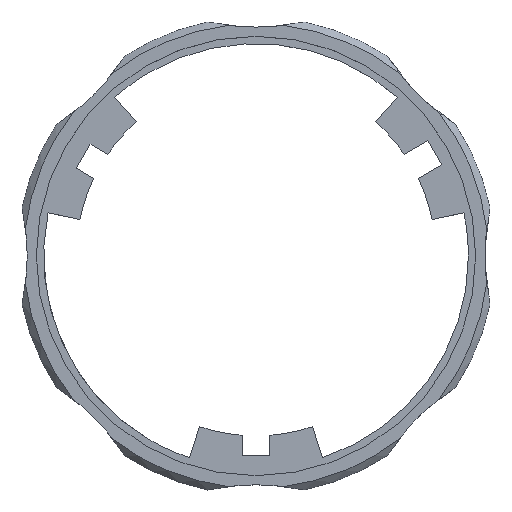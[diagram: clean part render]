
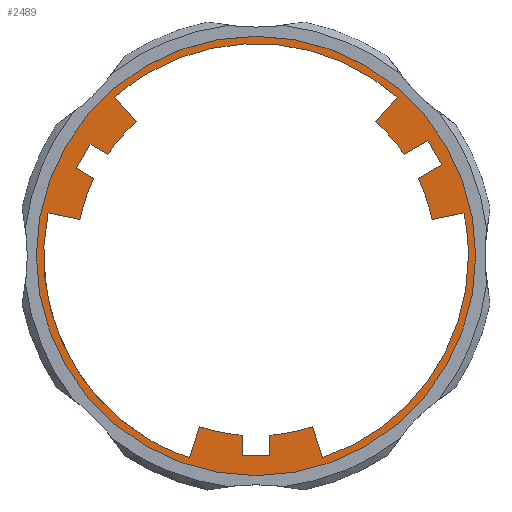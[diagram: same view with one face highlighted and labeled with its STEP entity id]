
A CAD part, top view. The second image highlights one B-rep face of the part: STEP entity #2489.
In plain terms, the highlighted planar face has unit normal (0, 0, 1).
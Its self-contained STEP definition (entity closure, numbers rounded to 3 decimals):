
#504=CARTESIAN_POINT('',(24.449,111.689,10.5));
#505=VERTEX_POINT('',#504);
#523=CARTESIAN_POINT('',(26.535,105.503,10.5));
#524=VERTEX_POINT('',#523);
#531=CARTESIAN_POINT('',(0.,100.,10.5));
#532=DIRECTION('',(0.,0.,1.));
#533=DIRECTION('',(1.,0.,-0.));
#534=AXIS2_PLACEMENT_3D('',#531,#532,#533);
#535=CIRCLE('',#534,27.1);
#536=EDGE_CURVE('',#524,#505,#535,.T.);
#546=CARTESIAN_POINT('',(-2.1,72.981,10.5));
#547=VERTEX_POINT('',#546);
#565=CARTESIAN_POINT('',(-8.5,74.267,10.5));
#566=VERTEX_POINT('',#565);
#573=CARTESIAN_POINT('',(0.,100.,10.5));
#574=DIRECTION('',(0.,0.,1.));
#575=DIRECTION('',(1.,0.,-0.));
#576=AXIS2_PLACEMENT_3D('',#573,#574,#575);
#577=CIRCLE('',#576,27.1);
#578=EDGE_CURVE('',#566,#547,#577,.T.);
#588=CARTESIAN_POINT('',(-22.35,115.327,10.5));
#589=VERTEX_POINT('',#588);
#607=CARTESIAN_POINT('',(-18.035,120.227,10.5));
#608=VERTEX_POINT('',#607);
#615=CARTESIAN_POINT('',(0.,100.,10.5));
#616=DIRECTION('',(0.,0.,1.));
#617=DIRECTION('',(1.,0.,-0.));
#618=AXIS2_PLACEMENT_3D('',#615,#616,#617);
#619=CIRCLE('',#618,27.1);
#620=EDGE_CURVE('',#608,#589,#619,.T.);
#1722=CARTESIAN_POINT('',(-33.099,99.999,10.5));
#1723=VERTEX_POINT('',#1722);
#1730=CARTESIAN_POINT('',(33.101,99.999,10.5));
#1731=VERTEX_POINT('',#1730);
#1732=CARTESIAN_POINT('',(0.001,99.999,10.5));
#1733=DIRECTION('',(0.,0.,1.));
#1734=DIRECTION('',(1.,0.,-0.));
#1735=AXIS2_PLACEMENT_3D('',#1732,#1733,#1734);
#1736=CIRCLE('',#1735,33.1);
#1737=EDGE_CURVE('',#1731,#1723,#1736,.T.);
#1739=CARTESIAN_POINT('',(0.001,99.999,10.5));
#1740=DIRECTION('',(0.,0.,1.));
#1741=DIRECTION('',(1.,0.,-0.));
#1742=AXIS2_PLACEMENT_3D('',#1739,#1740,#1741);
#1743=CIRCLE('',#1742,33.1);
#1744=EDGE_CURVE('',#1723,#1731,#1743,.T.);
#1757=CARTESIAN_POINT('',(-24.449,111.689,10.5));
#1758=VERTEX_POINT('',#1757);
#1775=CARTESIAN_POINT('',(-27.117,113.23,10.5));
#1776=VERTEX_POINT('',#1775);
#1783=CARTESIAN_POINT('',(-24.449,111.689,10.5));
#1784=DIRECTION('',(-0.866,0.5,0.));
#1785=VECTOR('',#1784,3.081);
#1786=LINE('',#1783,#1785);
#1787=EDGE_CURVE('',#1758,#1776,#1786,.T.);
#1806=CARTESIAN_POINT('',(-25.017,116.867,10.5));
#1807=VERTEX_POINT('',#1806);
#1814=CARTESIAN_POINT('',(-27.117,113.23,10.5));
#1815=DIRECTION('',(0.5,0.866,0.));
#1816=VECTOR('',#1815,4.2);
#1817=LINE('',#1814,#1816);
#1818=EDGE_CURVE('',#1776,#1807,#1817,.T.);
#1836=CARTESIAN_POINT('',(-25.017,116.867,10.5));
#1837=DIRECTION('',(0.866,-0.5,0.));
#1838=VECTOR('',#1837,3.08);
#1839=LINE('',#1836,#1838);
#1840=EDGE_CURVE('',#1807,#589,#1839,.T.);
#1850=CARTESIAN_POINT('',(2.1,72.982,10.5));
#1851=VERTEX_POINT('',#1850);
#1868=CARTESIAN_POINT('',(2.1,69.898,10.5));
#1869=VERTEX_POINT('',#1868);
#1876=CARTESIAN_POINT('',(2.1,72.982,10.5));
#1877=DIRECTION('',(0.,-1.,0.));
#1878=VECTOR('',#1877,3.083);
#1879=LINE('',#1876,#1878);
#1880=EDGE_CURVE('',#1851,#1869,#1879,.T.);
#1899=CARTESIAN_POINT('',(-2.1,69.898,10.5));
#1900=VERTEX_POINT('',#1899);
#1907=CARTESIAN_POINT('',(2.1,69.898,10.5));
#1908=DIRECTION('',(-1.,0.,0.));
#1909=VECTOR('',#1908,4.2);
#1910=LINE('',#1907,#1909);
#1911=EDGE_CURVE('',#1869,#1900,#1910,.T.);
#1929=CARTESIAN_POINT('',(-2.1,69.898,10.5));
#1930=DIRECTION('',(0.,1.,0.));
#1931=VECTOR('',#1930,3.083);
#1932=LINE('',#1929,#1931);
#1933=EDGE_CURVE('',#1900,#547,#1932,.T.);
#1943=CARTESIAN_POINT('',(25.884,117.367,10.5));
#1944=VERTEX_POINT('',#1943);
#1961=CARTESIAN_POINT('',(27.984,113.73,10.5));
#1962=VERTEX_POINT('',#1961);
#1969=CARTESIAN_POINT('',(25.884,117.367,10.5));
#1970=DIRECTION('',(0.5,-0.866,0.));
#1971=VECTOR('',#1970,4.2);
#1972=LINE('',#1969,#1971);
#1973=EDGE_CURVE('',#1944,#1962,#1972,.T.);
#1991=CARTESIAN_POINT('',(27.984,113.73,10.5));
#1992=DIRECTION('',(-0.866,-0.5,0.));
#1993=VECTOR('',#1992,4.081);
#1994=LINE('',#1991,#1993);
#1995=EDGE_CURVE('',#1962,#505,#1994,.T.);
#2005=CARTESIAN_POINT('',(22.35,115.327,10.5));
#2006=VERTEX_POINT('',#2005);
#2022=CARTESIAN_POINT('',(22.35,115.327,10.5));
#2023=DIRECTION('',(0.866,0.5,0.));
#2024=VECTOR('',#2023,4.081);
#2025=LINE('',#2022,#2024);
#2026=EDGE_CURVE('',#2006,#1944,#2025,.T.);
#2038=CARTESIAN_POINT('',(18.036,120.227,10.5));
#2039=VERTEX_POINT('',#2038);
#2054=CARTESIAN_POINT('',(0.,100.,10.5));
#2055=DIRECTION('',(0.,0.,1.));
#2056=DIRECTION('',(1.,0.,-0.));
#2057=AXIS2_PLACEMENT_3D('',#2054,#2055,#2056);
#2058=CIRCLE('',#2057,27.1);
#2059=EDGE_CURVE('',#2006,#2039,#2058,.T.);
#2078=CARTESIAN_POINT('',(31.333,106.498,10.5));
#2079=VERTEX_POINT('',#2078);
#2086=CARTESIAN_POINT('',(26.535,105.503,10.5));
#2087=DIRECTION('',(0.979,0.203,0.));
#2088=VECTOR('',#2087,4.9);
#2089=LINE('',#2086,#2088);
#2090=EDGE_CURVE('',#524,#2079,#2089,.T.);
#2100=CARTESIAN_POINT('',(32.,99.998,10.5));
#2101=VERTEX_POINT('',#2100);
#2110=CARTESIAN_POINT('',(0.,99.998,10.5));
#2111=DIRECTION('',(0.,0.,1.));
#2112=DIRECTION('',(1.,0.,-0.));
#2113=AXIS2_PLACEMENT_3D('',#2110,#2111,#2112);
#2114=CIRCLE('',#2113,32.);
#2115=EDGE_CURVE('',#2101,#2079,#2114,.T.);
#2135=CARTESIAN_POINT('',(10.037,69.613,10.5));
#2136=VERTEX_POINT('',#2135);
#2151=CARTESIAN_POINT('',(8.5,74.268,10.5));
#2152=VERTEX_POINT('',#2151);
#2159=CARTESIAN_POINT('',(8.5,74.268,10.5));
#2160=DIRECTION('',(0.314,-0.95,0.));
#2161=VECTOR('',#2160,4.902);
#2162=LINE('',#2159,#2161);
#2163=EDGE_CURVE('',#2152,#2136,#2162,.T.);
#2191=CARTESIAN_POINT('',(-16.,72.285,10.5));
#2192=VERTEX_POINT('',#2191);
#2201=CARTESIAN_POINT('',(-10.037,69.613,10.5));
#2202=VERTEX_POINT('',#2201);
#2203=CARTESIAN_POINT('',(0.,99.998,10.5));
#2204=DIRECTION('',(0.,0.,1.));
#2205=DIRECTION('',(1.,0.,-0.));
#2206=AXIS2_PLACEMENT_3D('',#2203,#2204,#2205);
#2207=CIRCLE('',#2206,32.);
#2208=EDGE_CURVE('',#2192,#2202,#2207,.T.);
#2235=CARTESIAN_POINT('',(-31.333,106.498,10.5));
#2236=VERTEX_POINT('',#2235);
#2251=CARTESIAN_POINT('',(-26.535,105.503,10.5));
#2252=VERTEX_POINT('',#2251);
#2259=CARTESIAN_POINT('',(-26.535,105.503,10.5));
#2260=DIRECTION('',(-0.979,0.203,0.));
#2261=VECTOR('',#2260,4.899);
#2262=LINE('',#2259,#2261);
#2263=EDGE_CURVE('',#2252,#2236,#2262,.T.);
#2281=CARTESIAN_POINT('',(-8.5,74.267,10.5));
#2282=DIRECTION('',(-0.314,-0.95,0.));
#2283=VECTOR('',#2282,4.902);
#2284=LINE('',#2281,#2283);
#2285=EDGE_CURVE('',#566,#2202,#2284,.T.);
#2295=CARTESIAN_POINT('',(-16.,127.711,10.5));
#2296=VERTEX_POINT('',#2295);
#2305=CARTESIAN_POINT('',(-21.295,123.883,10.5));
#2306=VERTEX_POINT('',#2305);
#2307=CARTESIAN_POINT('',(0.,99.998,10.5));
#2308=DIRECTION('',(0.,0.,1.));
#2309=DIRECTION('',(1.,0.,-0.));
#2310=AXIS2_PLACEMENT_3D('',#2307,#2308,#2309);
#2311=CIRCLE('',#2310,32.);
#2312=EDGE_CURVE('',#2296,#2306,#2311,.T.);
#2339=CARTESIAN_POINT('',(21.296,123.883,10.5));
#2340=VERTEX_POINT('',#2339);
#2354=CARTESIAN_POINT('',(18.036,120.227,10.5));
#2355=DIRECTION('',(0.665,0.746,0.));
#2356=VECTOR('',#2355,4.899);
#2357=LINE('',#2354,#2356);
#2358=EDGE_CURVE('',#2039,#2340,#2357,.T.);
#2376=CARTESIAN_POINT('',(-18.035,120.227,10.5));
#2377=DIRECTION('',(-0.665,0.746,0.));
#2378=VECTOR('',#2377,4.899);
#2379=LINE('',#2376,#2378);
#2380=EDGE_CURVE('',#608,#2306,#2379,.T.);
#2399=CARTESIAN_POINT('',(0.,100.,10.5));
#2400=DIRECTION('',(0.,0.,1.));
#2401=DIRECTION('',(1.,0.,-0.));
#2402=AXIS2_PLACEMENT_3D('',#2399,#2400,#2401);
#2403=CIRCLE('',#2402,27.1);
#2404=EDGE_CURVE('',#1851,#2152,#2403,.T.);
#2423=CARTESIAN_POINT('',(0.,100.,10.5));
#2424=DIRECTION('',(0.,0.,1.));
#2425=DIRECTION('',(1.,0.,-0.));
#2426=AXIS2_PLACEMENT_3D('',#2423,#2424,#2425);
#2427=CIRCLE('',#2426,27.1);
#2428=EDGE_CURVE('',#1758,#2252,#2427,.T.);
#2433=CARTESIAN_POINT('',(0.,100.,10.5));
#2434=DIRECTION('',(0.,0.,1.));
#2435=DIRECTION('',(0.,-1.,0.));
#2436=AXIS2_PLACEMENT_3D('',#2433,#2434,#2435);
#2437=PLANE('',#2436);
#2438=ORIENTED_EDGE('',*,*,#1818,.T.);
#2439=ORIENTED_EDGE('',*,*,#1840,.T.);
#2440=ORIENTED_EDGE('',*,*,#620,.F.);
#2441=ORIENTED_EDGE('',*,*,#2380,.T.);
#2442=ORIENTED_EDGE('',*,*,#2312,.F.);
#2443=CARTESIAN_POINT('',(0.,99.998,10.5));
#2444=DIRECTION('',(0.,0.,1.));
#2445=DIRECTION('',(1.,0.,-0.));
#2446=AXIS2_PLACEMENT_3D('',#2443,#2444,#2445);
#2447=CIRCLE('',#2446,32.);
#2448=EDGE_CURVE('',#2340,#2296,#2447,.T.);
#2449=ORIENTED_EDGE('',*,*,#2448,.F.);
#2450=ORIENTED_EDGE('',*,*,#2358,.F.);
#2451=ORIENTED_EDGE('',*,*,#2059,.F.);
#2452=ORIENTED_EDGE('',*,*,#2026,.T.);
#2453=ORIENTED_EDGE('',*,*,#1973,.T.);
#2454=ORIENTED_EDGE('',*,*,#1995,.T.);
#2455=ORIENTED_EDGE('',*,*,#536,.F.);
#2456=ORIENTED_EDGE('',*,*,#2090,.T.);
#2457=ORIENTED_EDGE('',*,*,#2115,.F.);
#2458=CARTESIAN_POINT('',(0.,99.998,10.5));
#2459=DIRECTION('',(0.,0.,1.));
#2460=DIRECTION('',(1.,0.,-0.));
#2461=AXIS2_PLACEMENT_3D('',#2458,#2459,#2460);
#2462=CIRCLE('',#2461,32.);
#2463=EDGE_CURVE('',#2136,#2101,#2462,.T.);
#2464=ORIENTED_EDGE('',*,*,#2463,.F.);
#2465=ORIENTED_EDGE('',*,*,#2163,.F.);
#2466=ORIENTED_EDGE('',*,*,#2404,.F.);
#2467=ORIENTED_EDGE('',*,*,#1880,.T.);
#2468=ORIENTED_EDGE('',*,*,#1911,.T.);
#2469=ORIENTED_EDGE('',*,*,#1933,.T.);
#2470=ORIENTED_EDGE('',*,*,#578,.F.);
#2471=ORIENTED_EDGE('',*,*,#2285,.T.);
#2472=ORIENTED_EDGE('',*,*,#2208,.F.);
#2473=CARTESIAN_POINT('',(0.,99.998,10.5));
#2474=DIRECTION('',(0.,0.,1.));
#2475=DIRECTION('',(1.,0.,-0.));
#2476=AXIS2_PLACEMENT_3D('',#2473,#2474,#2475);
#2477=CIRCLE('',#2476,32.);
#2478=EDGE_CURVE('',#2236,#2192,#2477,.T.);
#2479=ORIENTED_EDGE('',*,*,#2478,.F.);
#2480=ORIENTED_EDGE('',*,*,#2263,.F.);
#2481=ORIENTED_EDGE('',*,*,#2428,.F.);
#2482=ORIENTED_EDGE('',*,*,#1787,.T.);
#2483=EDGE_LOOP('',(#2438,#2439,#2440,#2441,#2442,#2449,#2450,#2451,#2452,#2453,#2454,#2455,#2456,#2457,#2464,#2465,#2466,#2467,#2468,#2469,#2470,#2471,#2472,#2479,#2480,#2481,
#2482));
#2484=FACE_BOUND('',#2483,.T.);
#2485=ORIENTED_EDGE('',*,*,#1737,.T.);
#2486=ORIENTED_EDGE('',*,*,#1744,.T.);
#2487=EDGE_LOOP('',(#2485,#2486));
#2488=FACE_BOUND('',#2487,.T.);
#2489=ADVANCED_FACE('',(#2484,#2488),#2437,.T.);
